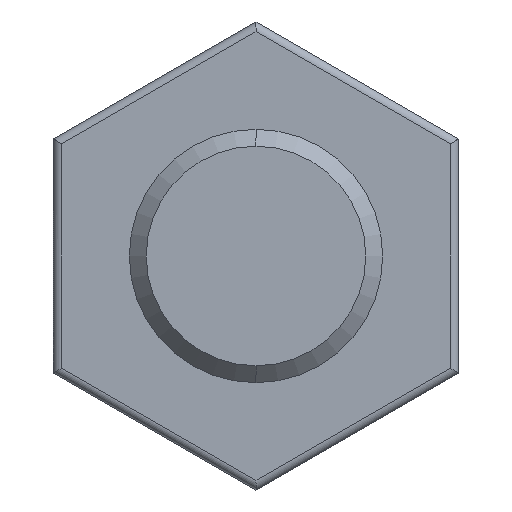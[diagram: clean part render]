
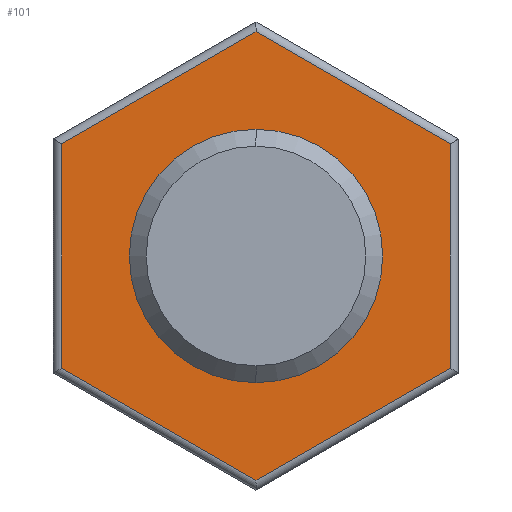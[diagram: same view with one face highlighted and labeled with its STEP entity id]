
A CAD part, front view. The second image highlights one B-rep face of the part: STEP entity #101.
In plain terms, the highlighted planar face has unit normal (0, -1, 0).
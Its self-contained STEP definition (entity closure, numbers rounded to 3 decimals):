
#52 = VERTEX_POINT ( 'NONE', #511 ) ;
#59 = VERTEX_POINT ( 'NONE', #514 ) ;
#63 = EDGE_CURVE ( 'NONE', #59, #52, #544, .T. ) ;
#101 = ADVANCED_FACE ( 'NONE', ( #411, #399 ), #398, .F. ) ;
#102 = ORIENTED_EDGE ( 'NONE', *, *, #169, .T. ) ;
#103 = ORIENTED_EDGE ( 'NONE', *, *, #154, .T. ) ;
#104 = EDGE_CURVE ( 'NONE', #110, #106, #393, .T. ) ;
#105 = VERTEX_POINT ( 'NONE', #386 ) ;
#106 = VERTEX_POINT ( 'NONE', #392 ) ;
#109 = EDGE_CURVE ( 'NONE', #52, #59, #391, .T. ) ;
#110 = VERTEX_POINT ( 'NONE', #381 ) ;
#111 = VERTEX_POINT ( 'NONE', #374 ) ;
#113 = EDGE_CURVE ( 'NONE', #111, #120, #371, .T. ) ;
#114 = EDGE_LOOP ( 'NONE', ( #116, #102, #150, #153, #103, #160 ) ) ;
#116 = ORIENTED_EDGE ( 'NONE', *, *, #113, .T. ) ;
#120 = VERTEX_POINT ( 'NONE', #367 ) ;
#136 = ORIENTED_EDGE ( 'NONE', *, *, #63, .T. ) ;
#150 = ORIENTED_EDGE ( 'NONE', *, *, #104, .T. ) ;
#151 = EDGE_CURVE ( 'NONE', #106, #105, #556, .T. ) ;
#153 = ORIENTED_EDGE ( 'NONE', *, *, #151, .T. ) ;
#154 = EDGE_CURVE ( 'NONE', #105, #170, #668, .T. ) ;
#156 = EDGE_CURVE ( 'NONE', #170, #111, #688, .T. ) ;
#160 = ORIENTED_EDGE ( 'NONE', *, *, #156, .T. ) ;
#161 = EDGE_LOOP ( 'NONE', ( #162, #136 ) ) ;
#162 = ORIENTED_EDGE ( 'NONE', *, *, #109, .T. ) ;
#169 = EDGE_CURVE ( 'NONE', #120, #110, #620, .T. ) ;
#170 = VERTEX_POINT ( 'NONE', #661 ) ;
#367 = CARTESIAN_POINT ( 'NONE',  ( 2.3, 4., -1.328 ) ) ;
#368 = DIRECTION ( 'NONE',  ( 0.866, 0., 0.5 ) ) ;
#369 = VECTOR ( 'NONE', #368, 1000. ) ;
#370 = CARTESIAN_POINT ( 'NONE',  ( 1.15, 4., -1.992 ) ) ;
#371 = LINE ( 'NONE', #370, #369 ) ;
#374 = CARTESIAN_POINT ( 'NONE',  ( 0., 4., -2.656 ) ) ;
#376 = DIRECTION ( 'NONE',  ( 0., 0., 1. ) ) ;
#377 = DIRECTION ( 'NONE',  ( 0., 1., 0. ) ) ;
#378 = CARTESIAN_POINT ( 'NONE',  ( 0., 4., 0. ) ) ;
#381 = CARTESIAN_POINT ( 'NONE',  ( 2.3, 4., 1.328 ) ) ;
#384 = AXIS2_PLACEMENT_3D ( 'NONE', #378, #377, #376 ) ;
#386 = CARTESIAN_POINT ( 'NONE',  ( -2.3, 4., 1.328 ) ) ;
#388 = DIRECTION ( 'NONE',  ( -0.866, 0., 0.5 ) ) ;
#389 = VECTOR ( 'NONE', #388, 1000. ) ;
#390 = CARTESIAN_POINT ( 'NONE',  ( 1.15, 4., 1.992 ) ) ;
#391 = CIRCLE ( 'NONE', #384, 1.5 ) ;
#392 = CARTESIAN_POINT ( 'NONE',  ( 0., 4., 2.656 ) ) ;
#393 = LINE ( 'NONE', #390, #389 ) ;
#394 = DIRECTION ( 'NONE',  ( 0., 0., 1. ) ) ;
#395 = DIRECTION ( 'NONE',  ( 0., 1., 0. ) ) ;
#396 = CARTESIAN_POINT ( 'NONE',  ( 0., 4., 0. ) ) ;
#398 = PLANE ( 'NONE',  #400 ) ;
#399 = FACE_BOUND ( 'NONE', #161, .T. ) ;
#400 = AXIS2_PLACEMENT_3D ( 'NONE', #396, #395, #394 ) ;
#411 = FACE_OUTER_BOUND ( 'NONE', #114, .T. ) ;
#511 = CARTESIAN_POINT ( 'NONE',  ( 0., 4., -1.5 ) ) ;
#513 = AXIS2_PLACEMENT_3D ( 'NONE', #543, #542, #541 ) ;
#514 = CARTESIAN_POINT ( 'NONE',  ( 0., 4., 1.5 ) ) ;
#541 = DIRECTION ( 'NONE',  ( 0., 0., 1. ) ) ;
#542 = DIRECTION ( 'NONE',  ( 0., 1., 0. ) ) ;
#543 = CARTESIAN_POINT ( 'NONE',  ( 0., 4., 0. ) ) ;
#544 = CIRCLE ( 'NONE', #513, 1.5 ) ;
#553 = DIRECTION ( 'NONE',  ( -0.866, 0., -0.5 ) ) ;
#554 = VECTOR ( 'NONE', #553, 1000. ) ;
#555 = CARTESIAN_POINT ( 'NONE',  ( -1.15, 4., 1.992 ) ) ;
#556 = LINE ( 'NONE', #555, #554 ) ;
#620 = LINE ( 'NONE', #650, #660 ) ;
#650 = CARTESIAN_POINT ( 'NONE',  ( 2.3, 4., 0. ) ) ;
#659 = DIRECTION ( 'NONE',  ( 0., 0., 1. ) ) ;
#660 = VECTOR ( 'NONE', #659, 1000. ) ;
#661 = CARTESIAN_POINT ( 'NONE',  ( -2.3, 4., -1.328 ) ) ;
#668 = LINE ( 'NONE', #691, #690 ) ;
#685 = DIRECTION ( 'NONE',  ( 0.866, 0., -0.5 ) ) ;
#686 = VECTOR ( 'NONE', #685, 1000. ) ;
#687 = CARTESIAN_POINT ( 'NONE',  ( -1.15, 4., -1.992 ) ) ;
#688 = LINE ( 'NONE', #687, #686 ) ;
#689 = DIRECTION ( 'NONE',  ( 0., 0., -1. ) ) ;
#690 = VECTOR ( 'NONE', #689, 1000. ) ;
#691 = CARTESIAN_POINT ( 'NONE',  ( -2.3, 4., 0. ) ) ;
